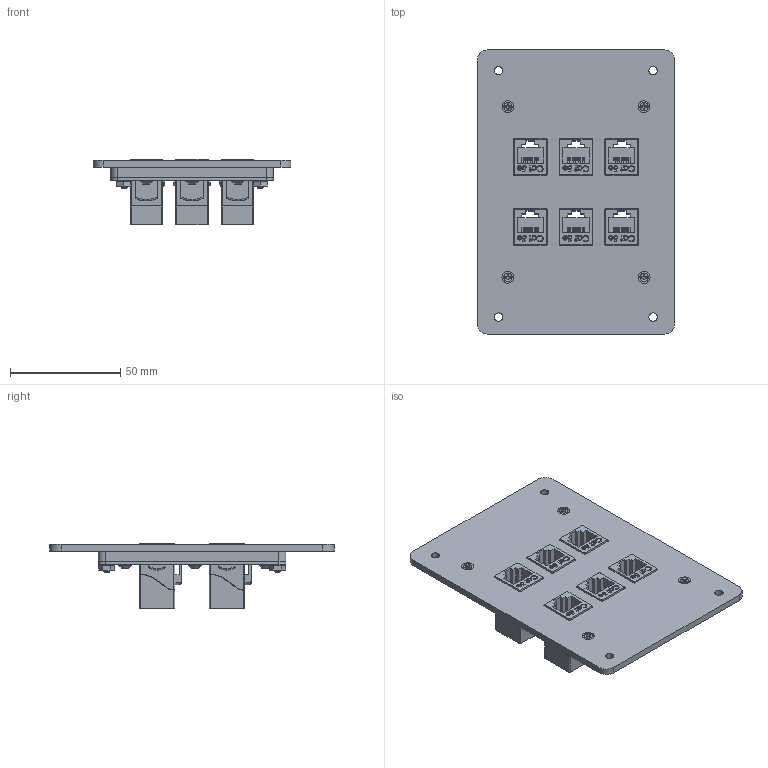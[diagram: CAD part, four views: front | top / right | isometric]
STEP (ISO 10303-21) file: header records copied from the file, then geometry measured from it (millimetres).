
FILE_DESCRIPTION (( 'STEP AP203' ), '1' );
FILE_NAME ('P-R2#6-K1RX-V_3D.STEP', '2019-12-12T17:43:47', ( '' ), ( '' ), 'SwSTEP 2.0', 'SolidWorks 2019', '' );
FILE_SCHEMA (( 'CONFIG_CONTROL_DESIGN' ));
Length unit declared in the file: millimetre
Products named in the file (14): R2; P-R2#6-K1RX-V_3D; Z-000-4243316TFP; Z-002-4401_4HN_90675A005; P-R2#6-K1RX-V_TP060_1; Z-300-RJ45CAT5; 4-40 half inch flathead _90273A110; P-R2#6-K1RX-V_BP180_1; P-R2#6-K1RX-V_FP120_1
Assembly tree (32 placements, depth 3):
  P-R2#6-K1RX-V_3D
    P-R2#6-K1RX-V_BP180_1
    P-R2#6-K1RX-V_TP060_1
    Z-000-4243316TFP  x9
    P-R2#6-K1RX-V_FP120_1
    4-40 half inch flathead _90273A110  x4
    Z-002-4401_4HN_90675A005  x4
    R2
      Z-300-RJ45CAT5
    R2
      Z-300-RJ45CAT5
    R2
      Z-300-RJ45CAT5
    R2
      Z-300-RJ45CAT5
    R2
      Z-300-RJ45CAT5
    R2
      Z-300-RJ45CAT5
Bounding box: 89.92 x 129.03 x 29.8 mm (x, y, z)
Volume: 88396.3 mm3; surface area: 71509.1 mm2
Topology: 26 solids, 26 shells, 3302 faces, 9255 edges, 6126 vertices
Faces by surface type: plane 1549, bspline 920, cylinder 588, cone 245
Entity records: 36890 total; most frequent: CARTESIAN_POINT 16561, ORIENTED_EDGE 4550, DIRECTION 2556, EDGE_CURVE 2275, VERTEX_POINT 1510, VECTOR 1212, LINE 1212, EDGE_LOOP 963
